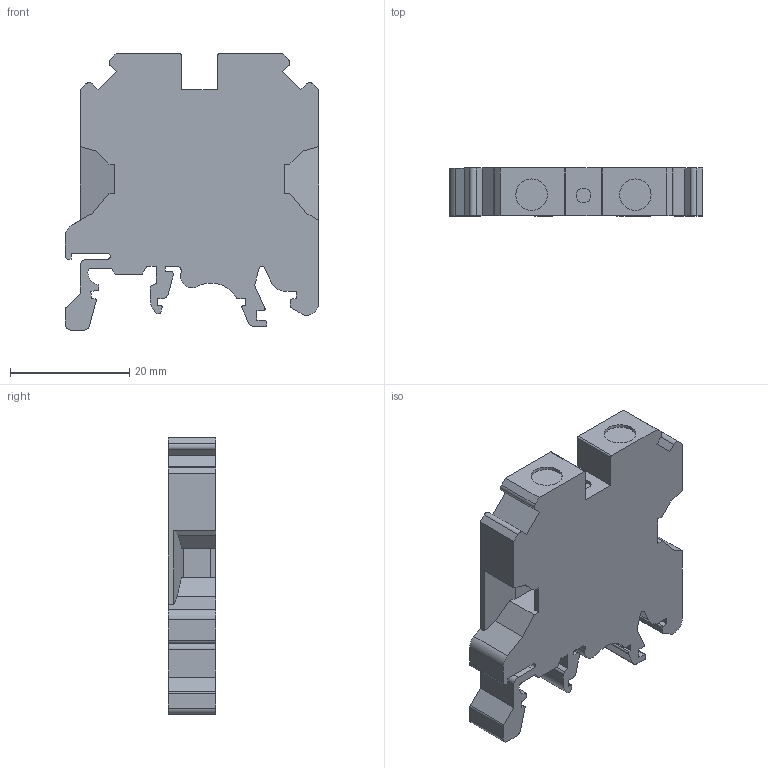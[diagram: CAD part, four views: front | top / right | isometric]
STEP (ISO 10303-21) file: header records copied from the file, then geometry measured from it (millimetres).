
FILE_DESCRIPTION(/* description */ ('Unknown'),/* implementation_level */ '2;1');
FILE_NAME(/* name */ 'KUT6_GY_3D',/* time_stamp */ '2019-09-23T12:19:57+06:00',/* author */ ('Unknown'),/* organization */ ('Unknown'),/* preprocessor_version */ 'ST-DEVELOPER v16.7',/* originating_system */ 'DEX',/* authorisation */ $);
FILE_SCHEMA (('AUTOMOTIVE_DESIGN {1 0 10303 214 3 1 1}'));
Length unit declared in the file: millimetre
Products named in the file (1): KUT6
Bounding box: 42.5 x 8 x 46.4 mm (x, y, z)
Volume: 10988.8 mm3; surface area: 5598.9 mm2
Topology: 1 solids, 1 shells, 131 faces, 378 edges, 252 vertices
Faces by surface type: plane 93, cylinder 38
Full cylindrical faces by diameter (mm): 2.46 x1, 5.3 x2
Entity records: 4303 total; most frequent: CARTESIAN_POINT 759, ORIENTED_EDGE 750, DIRECTION 715, EDGE_CURVE 375, LINE 299, VECTOR 299, VERTEX_POINT 252, AXIS2_PLACEMENT_3D 208
